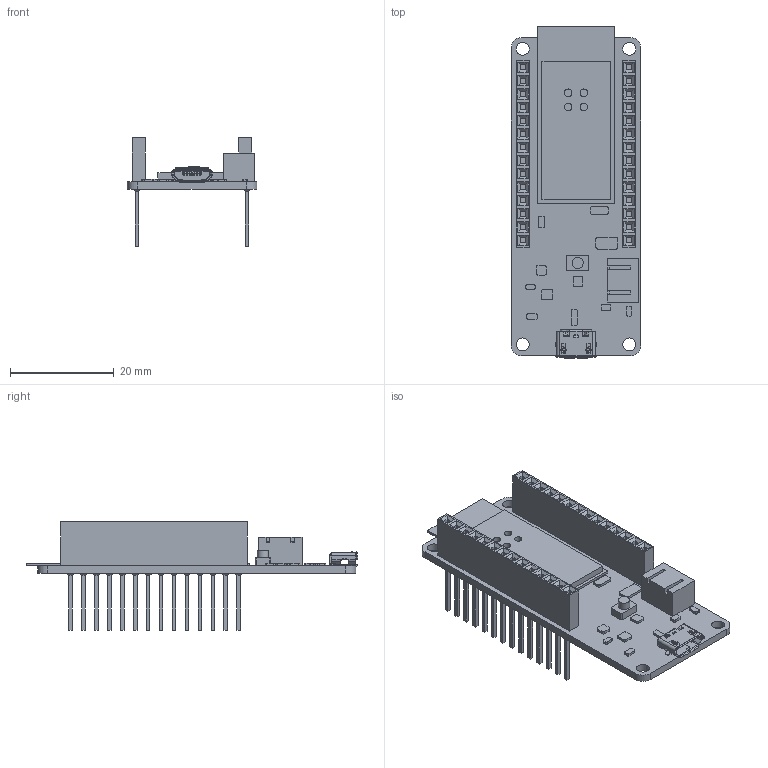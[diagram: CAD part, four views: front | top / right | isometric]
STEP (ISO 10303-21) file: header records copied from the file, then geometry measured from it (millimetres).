
FILE_DESCRIPTION(/* description */ (''),/* implementation_level */ '2;1');
FILE_NAME(/* name */ 'Arduino MKR1000.step',/* time_stamp */ '2021-05-31T15:52:13-05:00',/* author */ (''),/* organization */ (''),/* preprocessor_version */ 'ST-DEVELOPER v18.1',/* originating_system */ 'Autodesk Translation Framework v10.9.0.1377',/* authorisation */ '');
FILE_SCHEMA (('AUTOMOTIVE_DESIGN { 1 0 10303 214 3 1 1 }'));
Products named in the file (1): Arduino MKR1000
Bounding box: 25 x 64.15 x 21 mm (x, y, z)
Volume: 4597.9 mm3; surface area: 7269.9 mm2
Topology: 3 solids, 4 shells, 1873 faces, 4555 edges, 2731 vertices
Faces by surface type: plane 1000, cylinder 563, torus 240, bspline 58, sphere 12
Full cylindrical faces by diameter (mm): 1.472 x4, 2.175 x1, 2.5 x4
Entity records: 57127 total; most frequent: CARTESIAN_POINT 10958, DIRECTION 9446, ORIENTED_EDGE 9069, EDGE_CURVE 4539, AXIS2_PLACEMENT_3D 3188, LINE 3070, VECTOR 3070, VERTEX_POINT 2731
